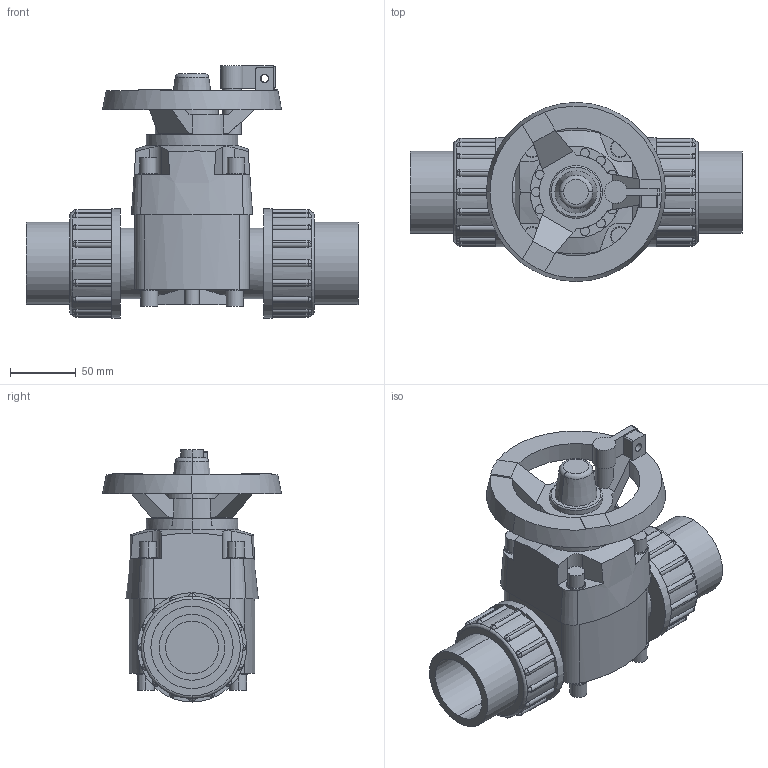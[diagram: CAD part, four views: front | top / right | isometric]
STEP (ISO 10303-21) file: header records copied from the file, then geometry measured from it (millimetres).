
FILE_DESCRIPTION(('STEP AP214'),'1');
FILE_NAME('cctmp_0333B790-E29F-4950-822C-B54101C8E551_2021_10_26_11_15_30_0750..stp','2021-10-26T09:15:31',('Praher Valves GmbH'),('CADClick - www.CADClick.com'),'Spatial InterOp 3D',' ','unknown authorization');
FILE_SCHEMA(('AUTOMOTIVE_DESIGN'));
Length unit declared in the file: millimetre
Products named in the file (1): 125078
Bounding box: 252 x 136 x 191.33 mm (x, y, z)
Volume: 1451495.6 mm3; surface area: 188740.4 mm2
Topology: 1 solids, 4 shells, 441 faces, 1123 edges, 718 vertices
Faces by surface type: cylinder 210, plane 147, sphere 64, cone 12, torus 8
Entity records: 18182 total; most frequent: CARTESIAN_POINT 3597, DIRECTION 2526, ORIENTED_EDGE 2246, EDGE_CURVE 1123, AXIS2_PLACEMENT_3D 1057, VERTEX_POINT 718, CIRCLE 599, EDGE_LOOP 479
